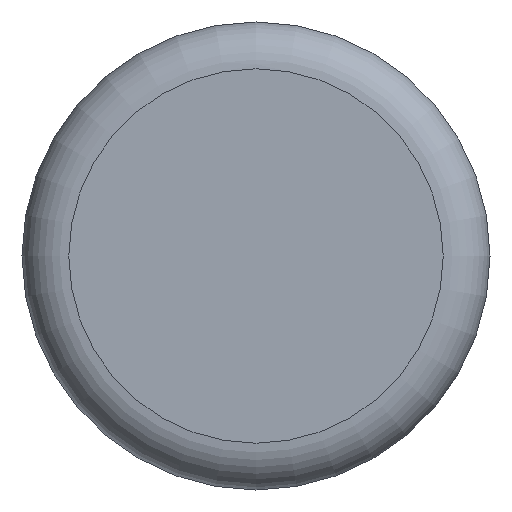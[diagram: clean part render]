
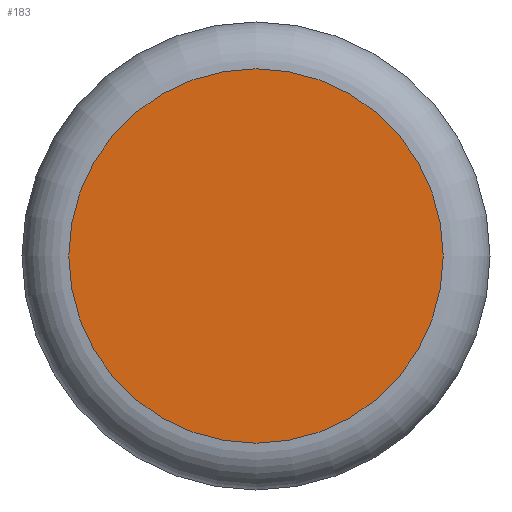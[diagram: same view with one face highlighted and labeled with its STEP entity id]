
A CAD part, left-side view. The second image highlights one B-rep face of the part: STEP entity #183.
In plain terms, the highlighted planar face has unit normal (-1, 0, 0).
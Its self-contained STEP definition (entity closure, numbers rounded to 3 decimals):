
#17 = CARTESIAN_POINT ( 'NONE',  ( 0., 0., 0. ) ) ;
#51 = VERTEX_POINT ( 'NONE', #79 ) ;
#57 = EDGE_LOOP ( 'NONE', ( #175 ) ) ;
#69 = CARTESIAN_POINT ( 'NONE',  ( 0., 0., 0. ) ) ;
#79 = CARTESIAN_POINT ( 'NONE',  ( 0., 0., 4. ) ) ;
#98 = DIRECTION ( 'NONE',  ( 1., 0., 0. ) ) ;
#127 = CIRCLE ( 'NONE', #207, 4. ) ;
#150 = FACE_OUTER_BOUND ( 'NONE', #57, .T. ) ;
#152 = AXIS2_PLACEMENT_3D ( 'NONE', #17, #98, #246 ) ;
#165 = DIRECTION ( 'NONE',  ( -1., 0., 0. ) ) ;
#175 = ORIENTED_EDGE ( 'NONE', *, *, #221, .T. ) ;
#183 = ADVANCED_FACE ( 'NONE', ( #150 ), #308, .F. ) ;
#207 = AXIS2_PLACEMENT_3D ( 'NONE', #69, #165, #277 ) ;
#221 = EDGE_CURVE ( 'NONE', #51, #51, #127, .T. ) ;
#246 = DIRECTION ( 'NONE',  ( 0., 0., -1. ) ) ;
#277 = DIRECTION ( 'NONE',  ( 0., 0., 1. ) ) ;
#308 = PLANE ( 'NONE',  #152 ) ;
